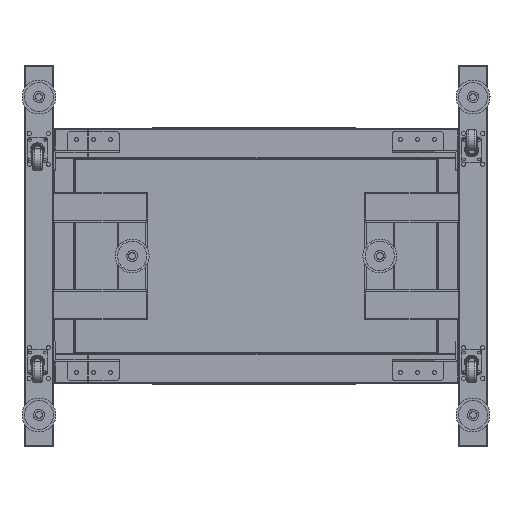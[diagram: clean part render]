
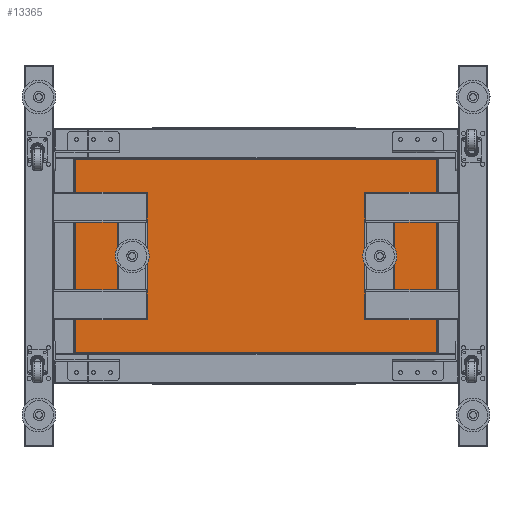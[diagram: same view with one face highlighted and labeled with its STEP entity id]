
A CAD part, front view. The second image highlights one B-rep face of the part: STEP entity #13365.
In plain terms, the highlighted planar face has unit normal (0, -1, 0).
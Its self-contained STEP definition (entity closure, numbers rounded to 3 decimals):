
#5871 = VERTEX_POINT ( 'NONE', #8495 ) ;
#6990 = EDGE_CURVE ( 'NONE', #51392, #5871, #47661, .T. ) ;
#8495 = CARTESIAN_POINT ( 'NONE',  ( -446.172, 515.941, 228.49 ) ) ;
#8977 = ORIENTED_EDGE ( 'NONE', *, *, #6990, .F. ) ;
#9949 = DIRECTION ( 'NONE',  ( 0., 0., 1. ) ) ;
#11932 = VECTOR ( 'NONE', #42037, 1000. ) ;
#13228 = LINE ( 'NONE', #49651, #65344 ) ;
#13365 = ADVANCED_FACE ( 'NONE', ( #29815 ), #13929, .F. ) ;
#13549 = DIRECTION ( 'NONE',  ( -1., 0., 0. ) ) ;
#13929 = PLANE ( 'NONE',  #16739 ) ;
#16739 = AXIS2_PLACEMENT_3D ( 'NONE', #55358, #35465, #9949 ) ;
#17409 = DIRECTION ( 'NONE',  ( 0., 0., 1. ) ) ;
#18839 = CARTESIAN_POINT ( 'NONE',  ( -1296.662, 515.941, -228.49 ) ) ;
#22275 = VERTEX_POINT ( 'NONE', #18839 ) ;
#22457 = CARTESIAN_POINT ( 'NONE',  ( -1146.662, 515.941, 228.49 ) ) ;
#22696 = EDGE_CURVE ( 'NONE', #58561, #5871, #56470, .T. ) ;
#26681 = EDGE_CURVE ( 'NONE', #22275, #51392, #52786, .T. ) ;
#29815 = FACE_OUTER_BOUND ( 'NONE', #62621, .T. ) ;
#34006 = VECTOR ( 'NONE', #36214, 1000. ) ;
#34532 = CARTESIAN_POINT ( 'NONE',  ( -446.172, 515.941, -228.49 ) ) ;
#35465 = DIRECTION ( 'NONE',  ( 0., 1., 0. ) ) ;
#36214 = DIRECTION ( 'NONE',  ( 0., 0., 1. ) ) ;
#38808 = ORIENTED_EDGE ( 'NONE', *, *, #22696, .T. ) ;
#41319 = VECTOR ( 'NONE', #17409, 1000. ) ;
#42037 = DIRECTION ( 'NONE',  ( 1., 0., 0. ) ) ;
#42244 = ORIENTED_EDGE ( 'NONE', *, *, #56651, .F. ) ;
#42323 = CARTESIAN_POINT ( 'NONE',  ( -1296.662, 515.941, 228.49 ) ) ;
#42850 = CARTESIAN_POINT ( 'NONE',  ( -1296.662, 515.941, -228.49 ) ) ;
#47661 = LINE ( 'NONE', #22457, #11932 ) ;
#49651 = CARTESIAN_POINT ( 'NONE',  ( 1250.318, 515.941, -228.49 ) ) ;
#51392 = VERTEX_POINT ( 'NONE', #42323 ) ;
#52786 = LINE ( 'NONE', #42850, #34006 ) ;
#55358 = CARTESIAN_POINT ( 'NONE',  ( 51.828, 515.941, 0. ) ) ;
#56470 = LINE ( 'NONE', #64046, #41319 ) ;
#56651 = EDGE_CURVE ( 'NONE', #58561, #22275, #13228, .T. ) ;
#58561 = VERTEX_POINT ( 'NONE', #34532 ) ;
#62621 = EDGE_LOOP ( 'NONE', ( #8977, #64913, #42244, #38808 ) ) ;
#64046 = CARTESIAN_POINT ( 'NONE',  ( -446.172, 515.941, 0. ) ) ;
#64913 = ORIENTED_EDGE ( 'NONE', *, *, #26681, .F. ) ;
#65344 = VECTOR ( 'NONE', #13549, 1000. ) ;
